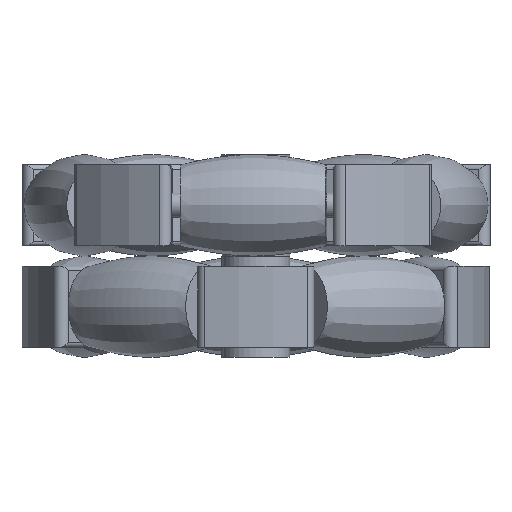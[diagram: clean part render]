
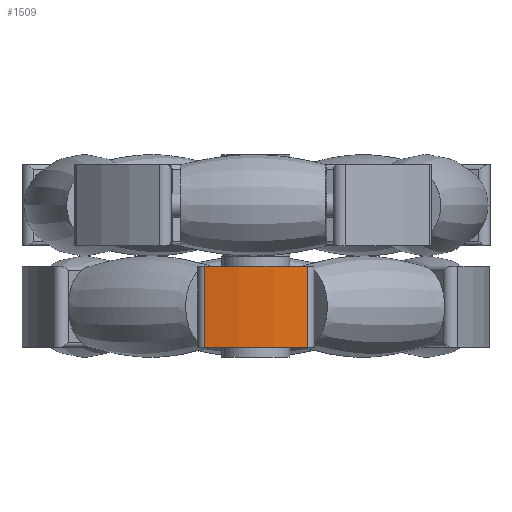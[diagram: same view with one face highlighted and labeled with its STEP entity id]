
A CAD part, front view. The second image highlights one B-rep face of the part: STEP entity #1509.
In plain terms, the highlighted cylindrical face has radius 55 mm (diameter 110 mm), a partial arc.
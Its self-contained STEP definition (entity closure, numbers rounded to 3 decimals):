
#184=LINE('',#2892,#270);
#192=LINE('',#3197,#278);
#270=VECTOR('',#1908,10.);
#278=VECTOR('',#1934,10.);
#342=CYLINDRICAL_SURFACE('',#1654,55.);
#428=FACE_OUTER_BOUND('',#531,.T.);
#531=EDGE_LOOP('',(#1196,#1197,#1198,#1199));
#618=CIRCLE('',#1618,55.);
#633=CIRCLE('',#1655,55.);
#696=VERTEX_POINT('',#2441);
#697=VERTEX_POINT('',#2443);
#728=VERTEX_POINT('',#2891);
#737=VERTEX_POINT('',#3196);
#841=EDGE_CURVE('',#696,#697,#618,.T.);
#889=EDGE_CURVE('',#697,#728,#184,.T.);
#908=EDGE_CURVE('',#737,#696,#192,.T.);
#909=EDGE_CURVE('',#728,#737,#633,.T.);
#1196=ORIENTED_EDGE('',*,*,#889,.F.);
#1197=ORIENTED_EDGE('',*,*,#841,.F.);
#1198=ORIENTED_EDGE('',*,*,#908,.F.);
#1199=ORIENTED_EDGE('',*,*,#909,.F.);
#1509=ADVANCED_FACE('',(#428),#342,.T.);
#1618=AXIS2_PLACEMENT_3D('',#2444,#1831,#1832);
#1654=AXIS2_PLACEMENT_3D('',#3195,#1932,#1933);
#1655=AXIS2_PLACEMENT_3D('',#3198,#1935,#1936);
#1831=DIRECTION('center_axis',(0.,0.,1.));
#1832=DIRECTION('ref_axis',(1.,0.,0.));
#1908=DIRECTION('',(0.,0.,-1.));
#1932=DIRECTION('center_axis',(0.,0.,1.));
#1933=DIRECTION('ref_axis',(1.,0.,0.));
#1934=DIRECTION('',(0.,0.,1.));
#1935=DIRECTION('center_axis',(0.,0.,-1.));
#1936=DIRECTION('ref_axis',(1.,0.,0.));
#2441=CARTESIAN_POINT('',(-12.052,-53.663,19.));
#2443=CARTESIAN_POINT('',(12.052,-53.663,19.));
#2444=CARTESIAN_POINT('Origin',(0.,0.,19.));
#2891=CARTESIAN_POINT('',(12.052,-53.663,0.));
#2892=CARTESIAN_POINT('',(12.052,-53.663,0.));
#3195=CARTESIAN_POINT('Origin',(0.,0.,0.));
#3196=CARTESIAN_POINT('',(-12.052,-53.663,0.));
#3197=CARTESIAN_POINT('',(-12.052,-53.663,0.));
#3198=CARTESIAN_POINT('Origin',(0.,0.,0.));
